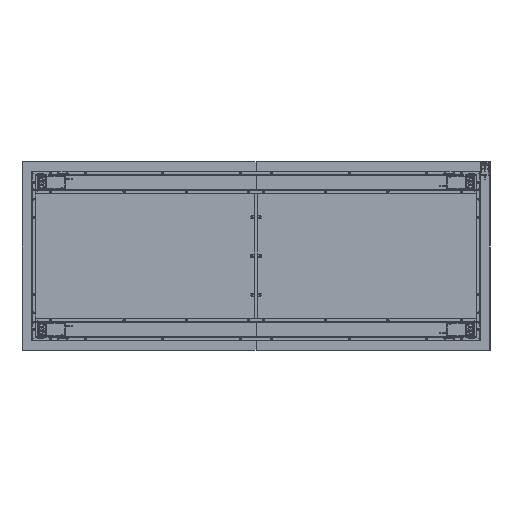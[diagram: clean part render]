
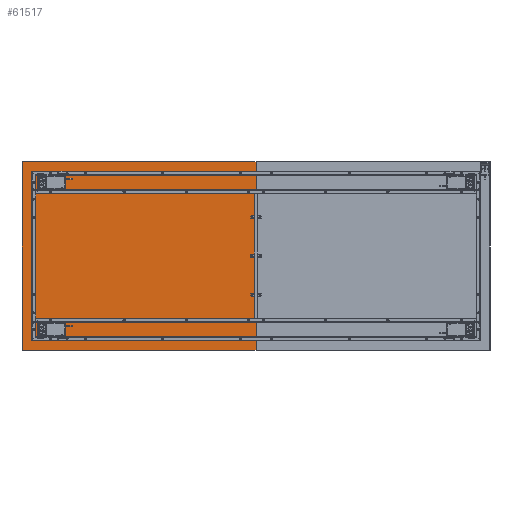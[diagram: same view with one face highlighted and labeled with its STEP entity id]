
A CAD part, front view. The second image highlights one B-rep face of the part: STEP entity #61517.
In plain terms, the highlighted planar face has unit normal (0, -1, 0).
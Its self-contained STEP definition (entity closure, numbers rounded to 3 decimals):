
#387 = LINE ( 'NONE', #20773, #36496 ) ;
#2534 = VECTOR ( 'NONE', #43424, 1000. ) ;
#2658 = CARTESIAN_POINT ( 'NONE',  ( -1506.5, 703.8, 0. ) ) ;
#7757 = CARTESIAN_POINT ( 'NONE',  ( -1506.5, 703.8, -606.5 ) ) ;
#8674 = CARTESIAN_POINT ( 'NONE',  ( 0., 703.8, 606.5 ) ) ;
#9018 = VERTEX_POINT ( 'NONE', #28595 ) ;
#9678 = CARTESIAN_POINT ( 'NONE',  ( 0., 703.8, -606.5 ) ) ;
#15009 = EDGE_CURVE ( 'NONE', #23292, #47490, #387, .T. ) ;
#16375 = CARTESIAN_POINT ( 'NONE',  ( 0., 703.8, 0. ) ) ;
#17799 = LINE ( 'NONE', #58860, #57912 ) ;
#20773 = CARTESIAN_POINT ( 'NONE',  ( 0., 703.8, -606.5 ) ) ;
#21102 = DIRECTION ( 'NONE',  ( 1., 0., 0. ) ) ;
#21443 = FACE_OUTER_BOUND ( 'NONE', #31609, .T. ) ;
#21780 = DIRECTION ( 'NONE',  ( 0., 1., 0. ) ) ;
#22432 = PLANE ( 'NONE',  #24464 ) ;
#23264 = EDGE_CURVE ( 'NONE', #31917, #9018, #17799, .T. ) ;
#23292 = VERTEX_POINT ( 'NONE', #7757 ) ;
#23778 = EDGE_CURVE ( 'NONE', #9018, #23292, #48449, .T. ) ;
#24464 = AXIS2_PLACEMENT_3D ( 'NONE', #26464, #21780, #26785 ) ;
#26464 = CARTESIAN_POINT ( 'NONE',  ( 0., 703.8, 0. ) ) ;
#26785 = DIRECTION ( 'NONE',  ( 0., 0., 1. ) ) ;
#28595 = CARTESIAN_POINT ( 'NONE',  ( -1506.5, 703.8, 606.5 ) ) ;
#31609 = EDGE_LOOP ( 'NONE', ( #39882, #57523, #57826, #42285 ) ) ;
#31917 = VERTEX_POINT ( 'NONE', #8674 ) ;
#36496 = VECTOR ( 'NONE', #21102, 1000. ) ;
#39882 = ORIENTED_EDGE ( 'NONE', *, *, #15009, .T. ) ;
#40454 = VECTOR ( 'NONE', #52786, 1000. ) ;
#42285 = ORIENTED_EDGE ( 'NONE', *, *, #23778, .T. ) ;
#42726 = LINE ( 'NONE', #16375, #40454 ) ;
#43424 = DIRECTION ( 'NONE',  ( 0., 0., -1. ) ) ;
#43980 = EDGE_CURVE ( 'NONE', #47490, #31917, #42726, .T. ) ;
#47490 = VERTEX_POINT ( 'NONE', #9678 ) ;
#47867 = DIRECTION ( 'NONE',  ( -1., 0., 0. ) ) ;
#48449 = LINE ( 'NONE', #2658, #2534 ) ;
#52786 = DIRECTION ( 'NONE',  ( 0., 0., 1. ) ) ;
#57523 = ORIENTED_EDGE ( 'NONE', *, *, #43980, .T. ) ;
#57826 = ORIENTED_EDGE ( 'NONE', *, *, #23264, .T. ) ;
#57912 = VECTOR ( 'NONE', #47867, 1000. ) ;
#58860 = CARTESIAN_POINT ( 'NONE',  ( 0., 703.8, 606.5 ) ) ;
#61517 = ADVANCED_FACE ( 'NONE', ( #21443 ), #22432, .F. ) ;
